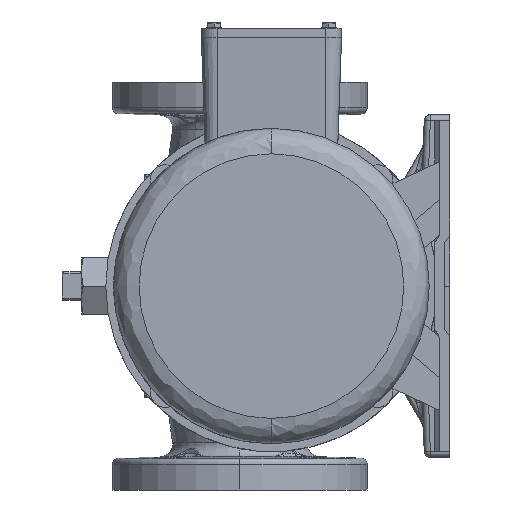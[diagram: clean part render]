
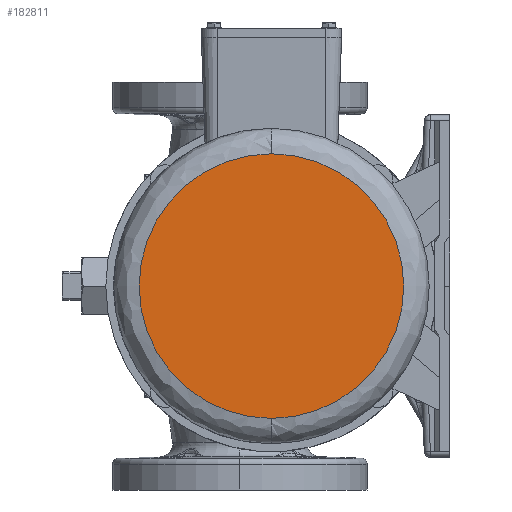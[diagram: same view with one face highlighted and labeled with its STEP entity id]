
A CAD part, left-side view. The second image highlights one B-rep face of the part: STEP entity #182811.
In plain terms, the highlighted free-form (B-spline) face has degree [1, 1] with [4, 2] control points.
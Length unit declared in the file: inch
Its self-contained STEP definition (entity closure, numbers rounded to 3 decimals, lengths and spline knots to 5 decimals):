
#3630 = CARTESIAN_POINT ( 'NONE',  ( -21.48, -2.63518, 2.62614 ) ) ;
#10216 = DIRECTION ( 'NONE',  ( 0., 0., 1. ) ) ;
#32240 = CARTESIAN_POINT ( 'NONE',  ( -21.48, 0., 0. ) ) ;
#33413 = DIRECTION ( 'NONE',  ( 1., 0., 0. ) ) ;
#79252 = DIRECTION ( 'NONE',  ( 1., 0., 0. ) ) ;
#84823 = VERTEX_POINT ( 'NONE', #158073 ) ;
#85686 = CARTESIAN_POINT ( 'NONE',  ( -21.48, 2.63518, -2.62614 ) ) ;
#99946 = B_SPLINE_SURFACE_WITH_KNOTS ( 'NONE', 1, 1, ( 
 ( #3630, #269283 ),
 ( #319961, #321077 ),
 ( #217355, #241571 ),
 ( #318818, #85686 ) ),
 .UNSPECIFIED., .F., .F., .F.,
 ( 2, 1, 1, 2 ),
 ( 2, 2 ),
 ( -0.00774, 0., 1., 1.00774 ),
 ( 0., 1. ),
 .UNSPECIFIED. ) ;
#113394 = CIRCLE ( 'NONE', #313200, 2.595 ) ;
#158073 = CARTESIAN_POINT ( 'NONE',  ( -21.48, 0., 2.595 ) ) ;
#176710 = EDGE_LOOP ( 'NONE', ( #216555, #209844 ) ) ;
#182811 = ADVANCED_FACE ( 'NONE', ( #195514 ), #99946, .T. ) ;
#183190 = CARTESIAN_POINT ( 'NONE',  ( -21.48, 0., 0. ) ) ;
#195514 = FACE_OUTER_BOUND ( 'NONE', #176710, .T. ) ;
#198541 = CARTESIAN_POINT ( 'NONE',  ( -21.48, 0., -2.595 ) ) ;
#209844 = ORIENTED_EDGE ( 'NONE', *, *, #311788, .F. ) ;
#216555 = ORIENTED_EDGE ( 'NONE', *, *, #325672, .F. ) ;
#217355 = CARTESIAN_POINT ( 'NONE',  ( -21.48, 2.595, 2.62614 ) ) ;
#238496 = DIRECTION ( 'NONE',  ( 0., 0., 1. ) ) ;
#241571 = CARTESIAN_POINT ( 'NONE',  ( -21.48, 2.595, -2.62614 ) ) ;
#269283 = CARTESIAN_POINT ( 'NONE',  ( -21.48, -2.63518, -2.62614 ) ) ;
#283468 = VERTEX_POINT ( 'NONE', #198541 ) ;
#311788 = EDGE_CURVE ( 'NONE', #283468, #84823, #113394, .T. ) ;
#312016 = AXIS2_PLACEMENT_3D ( 'NONE', #183190, #79252, #238496 ) ;
#313200 = AXIS2_PLACEMENT_3D ( 'NONE', #32240, #33413, #10216 ) ;
#318818 = CARTESIAN_POINT ( 'NONE',  ( -21.48, 2.63518, 2.62614 ) ) ;
#319961 = CARTESIAN_POINT ( 'NONE',  ( -21.48, -2.595, 2.62614 ) ) ;
#321077 = CARTESIAN_POINT ( 'NONE',  ( -21.48, -2.595, -2.62614 ) ) ;
#325672 = EDGE_CURVE ( 'NONE', #84823, #283468, #340254, .T. ) ;
#340254 = CIRCLE ( 'NONE', #312016, 2.595 ) ;
